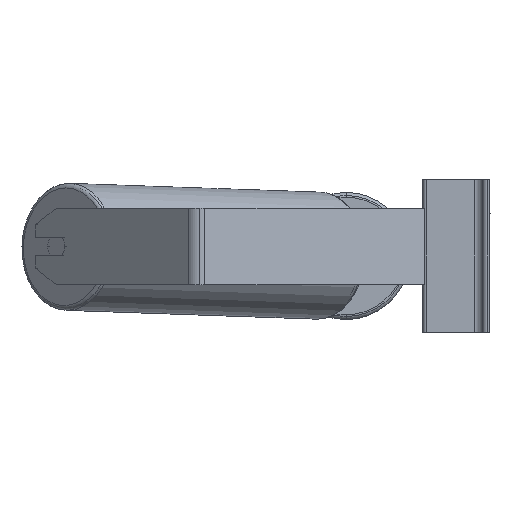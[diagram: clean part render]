
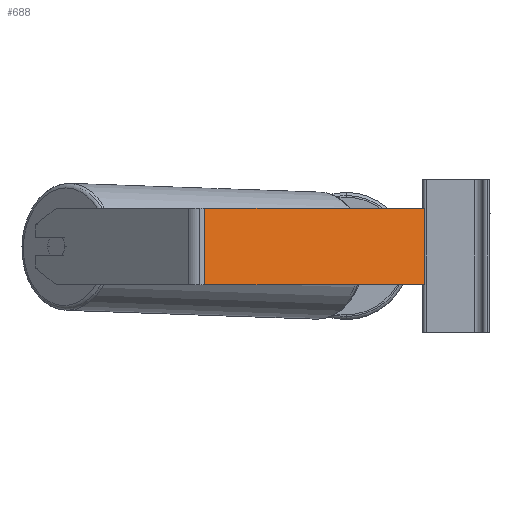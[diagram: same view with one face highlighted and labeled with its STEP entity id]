
A CAD part, left-side view. The second image highlights one B-rep face of the part: STEP entity #688.
In plain terms, the highlighted planar face has unit normal (-0.94, -0.342, 0).
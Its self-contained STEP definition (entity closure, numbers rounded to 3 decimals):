
#311 = CARTESIAN_POINT ( 'NONE',  ( -587.518, 15.948, -30. ) ) ;
#668 = CARTESIAN_POINT ( 'NONE',  ( -587.518, 15.948, 50. ) ) ;
#688 = ADVANCED_FACE ( 'NONE', ( #10686 ), #7306, .F. ) ;
#1234 = DIRECTION ( 'NONE',  ( 0.342, -0.94, 0. ) ) ;
#1253 = DIRECTION ( 'NONE',  ( 0.94, 0.342, 0. ) ) ;
#1442 = DIRECTION ( 'NONE',  ( 0., 0., -1. ) ) ;
#1992 = EDGE_LOOP ( 'NONE', ( #8663, #4549, #10570, #2875 ) ) ;
#2306 = DIRECTION ( 'NONE',  ( -0.342, 0.94, 0. ) ) ;
#2684 = VERTEX_POINT ( 'NONE', #4761 ) ;
#2875 = ORIENTED_EDGE ( 'NONE', *, *, #10145, .T. ) ;
#3206 = CARTESIAN_POINT ( 'NONE',  ( -674.671, 255.399, 50. ) ) ;
#3851 = CARTESIAN_POINT ( 'NONE',  ( -671.185, 245.821, 50. ) ) ;
#4077 = VERTEX_POINT ( 'NONE', #311 ) ;
#4449 = CARTESIAN_POINT ( 'NONE',  ( -674.671, 255.399, 50. ) ) ;
#4500 = VECTOR ( 'NONE', #1442, 1000. ) ;
#4549 = ORIENTED_EDGE ( 'NONE', *, *, #8493, .F. ) ;
#4761 = CARTESIAN_POINT ( 'NONE',  ( -671.185, 245.821, 50. ) ) ;
#5227 = LINE ( 'NONE', #4449, #8646 ) ;
#5552 = AXIS2_PLACEMENT_3D ( 'NONE', #3206, #1253, #2306 ) ;
#6051 = EDGE_CURVE ( 'NONE', #2684, #10196, #5227, .T. ) ;
#7169 = VECTOR ( 'NONE', #1234, 1000. ) ;
#7174 = CARTESIAN_POINT ( 'NONE',  ( -671.185, 245.821, -30. ) ) ;
#7263 = CARTESIAN_POINT ( 'NONE',  ( -587.518, 15.948, 50. ) ) ;
#7306 = PLANE ( 'NONE',  #5552 ) ;
#7445 = LINE ( 'NONE', #668, #4500 ) ;
#7773 = EDGE_CURVE ( 'NONE', #9739, #4077, #8916, .T. ) ;
#8020 = CARTESIAN_POINT ( 'NONE',  ( -674.671, 255.399, -30. ) ) ;
#8493 = EDGE_CURVE ( 'NONE', #10196, #4077, #7445, .T. ) ;
#8584 = DIRECTION ( 'NONE',  ( 0.342, -0.94, 0. ) ) ;
#8646 = VECTOR ( 'NONE', #8584, 1000. ) ;
#8663 = ORIENTED_EDGE ( 'NONE', *, *, #7773, .T. ) ;
#8916 = LINE ( 'NONE', #8020, #7169 ) ;
#9060 = DIRECTION ( 'NONE',  ( 0., 0., -1. ) ) ;
#9739 = VERTEX_POINT ( 'NONE', #7174 ) ;
#9878 = LINE ( 'NONE', #3851, #10754 ) ;
#10145 = EDGE_CURVE ( 'NONE', #2684, #9739, #9878, .T. ) ;
#10196 = VERTEX_POINT ( 'NONE', #7263 ) ;
#10570 = ORIENTED_EDGE ( 'NONE', *, *, #6051, .F. ) ;
#10686 = FACE_OUTER_BOUND ( 'NONE', #1992, .T. ) ;
#10754 = VECTOR ( 'NONE', #9060, 1000. ) ;
